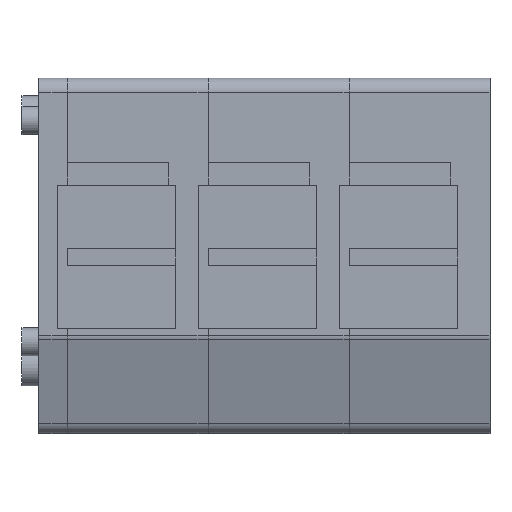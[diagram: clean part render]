
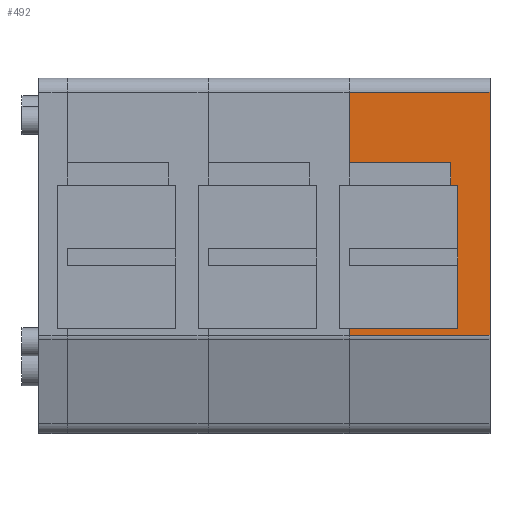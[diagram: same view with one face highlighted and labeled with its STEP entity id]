
A CAD part, top view. The second image highlights one B-rep face of the part: STEP entity #492.
In plain terms, the highlighted planar face has unit normal (0, 0, 1).
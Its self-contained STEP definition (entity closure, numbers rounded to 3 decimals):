
#492 = ADVANCED_FACE( '', ( #1069 ), #1070, .F. );
#1069 = FACE_OUTER_BOUND( '', #1785, .T. );
#1070 = PLANE( '', #1786 );
#1785 = EDGE_LOOP( '', ( #2832, #2833, #2834, #2835, #2836, #2837, #2838, #2839 ) );
#1786 = AXIS2_PLACEMENT_3D( '', #2840, #2841, #2842 );
#2832 = ORIENTED_EDGE( '', *, *, #4287, .T. );
#2833 = ORIENTED_EDGE( '', *, *, #4614, .T. );
#2834 = ORIENTED_EDGE( '', *, *, #4615, .F. );
#2835 = ORIENTED_EDGE( '', *, *, #4616, .T. );
#2836 = ORIENTED_EDGE( '', *, *, #4293, .T. );
#2837 = ORIENTED_EDGE( '', *, *, #4617, .F. );
#2838 = ORIENTED_EDGE( '', *, *, #4592, .F. );
#2839 = ORIENTED_EDGE( '', *, *, #4559, .T. );
#2840 = CARTESIAN_POINT( '', ( 2.5, 4.6, 4.55 ) );
#2841 = DIRECTION( '', ( 0., 0., -1. ) );
#2842 = DIRECTION( '', ( -1., 0., 0. ) );
#4287 = EDGE_CURVE( '', #5081, #5079, #5082, .T. );
#4293 = EDGE_CURVE( '', #5093, #5091, #5094, .T. );
#4559 = EDGE_CURVE( '', #5555, #5081, #5556, .T. );
#4592 = EDGE_CURVE( '', #5555, #5610, #5611, .T. );
#4614 = EDGE_CURVE( '', #5079, #5644, #5645, .F. );
#4615 = EDGE_CURVE( '', #5646, #5644, #5647, .T. );
#4616 = EDGE_CURVE( '', #5646, #5093, #5648, .T. );
#4617 = EDGE_CURVE( '', #5610, #5091, #5649, .T. );
#5079 = VERTEX_POINT( '', #6249 );
#5081 = VERTEX_POINT( '', #6251 );
#5082 = LINE( '', #6252, #6253 );
#5091 = VERTEX_POINT( '', #6266 );
#5093 = VERTEX_POINT( '', #6269 );
#5094 = LINE( '', #6270, #6271 );
#5555 = VERTEX_POINT( '', #6929 );
#5556 = LINE( '', #6930, #6931 );
#5610 = VERTEX_POINT( '', #7006 );
#5611 = LINE( '', #7007, #7008 );
#5644 = VERTEX_POINT( '', #7053 );
#5645 = LINE( '', #7054, #7055 );
#5646 = VERTEX_POINT( '', #7056 );
#5647 = LINE( '', #7057, #7058 );
#5648 = LINE( '', #7059, #7060 );
#5649 = LINE( '', #7061, #7062 );
#6249 = CARTESIAN_POINT( '', ( -2.5, -4.521, 4.55 ) );
#6251 = CARTESIAN_POINT( '', ( -2.5, -3.2, 4.55 ) );
#6252 = CARTESIAN_POINT( '', ( -2.5, 4.6, 4.55 ) );
#6253 = VECTOR( '', #7922, 1000. );
#6266 = CARTESIAN_POINT( '', ( -2.5, 1.6, 4.55 ) );
#6269 = CARTESIAN_POINT( '', ( -2.5, 4.1, 4.55 ) );
#6270 = CARTESIAN_POINT( '', ( -2.5, 4.6, 4.55 ) );
#6271 = VECTOR( '', #7928, 1000. );
#6929 = CARTESIAN_POINT( '', ( 1.1, -3.2, 4.55 ) );
#6930 = CARTESIAN_POINT( '', ( 1.1, -3.2, 4.55 ) );
#6931 = VECTOR( '', #8227, 1000. );
#7006 = CARTESIAN_POINT( '', ( 1.1, 1.6, 4.55 ) );
#7007 = CARTESIAN_POINT( '', ( 1.1, -3.2, 4.55 ) );
#7008 = VECTOR( '', #8258, 1000. );
#7053 = CARTESIAN_POINT( '', ( 2.5, -4.521, 4.55 ) );
#7054 = CARTESIAN_POINT( '', ( 2.5, -4.521, 4.55 ) );
#7055 = VECTOR( '', #8280, 1000. );
#7056 = CARTESIAN_POINT( '', ( 2.5, 4.1, 4.55 ) );
#7057 = CARTESIAN_POINT( '', ( 2.5, 4.6, 4.55 ) );
#7058 = VECTOR( '', #8281, 1000. );
#7059 = CARTESIAN_POINT( '', ( 2.5, 4.1, 4.55 ) );
#7060 = VECTOR( '', #8282, 1000. );
#7061 = CARTESIAN_POINT( '', ( 1.1, 1.6, 4.55 ) );
#7062 = VECTOR( '', #8283, 1000. );
#7922 = DIRECTION( '', ( 0., -1., 0. ) );
#7928 = DIRECTION( '', ( 0., -1., 0. ) );
#8227 = DIRECTION( '', ( -1., 0., 0. ) );
#8258 = DIRECTION( '', ( 0., 1., 0. ) );
#8280 = DIRECTION( '', ( -1., 0., 0. ) );
#8281 = DIRECTION( '', ( 0., -1., 0. ) );
#8282 = DIRECTION( '', ( -1., 0., 0. ) );
#8283 = DIRECTION( '', ( -1., 0., 0. ) );
